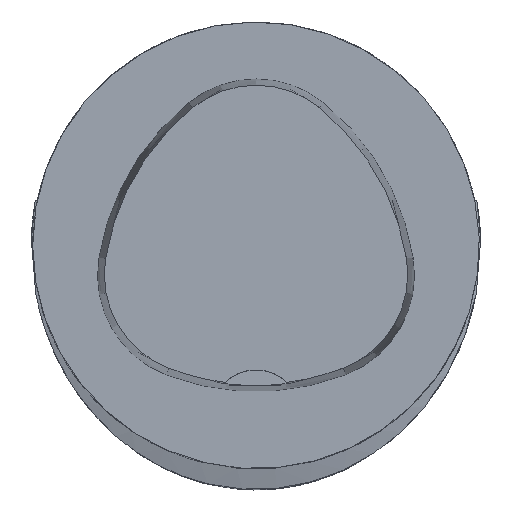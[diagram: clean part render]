
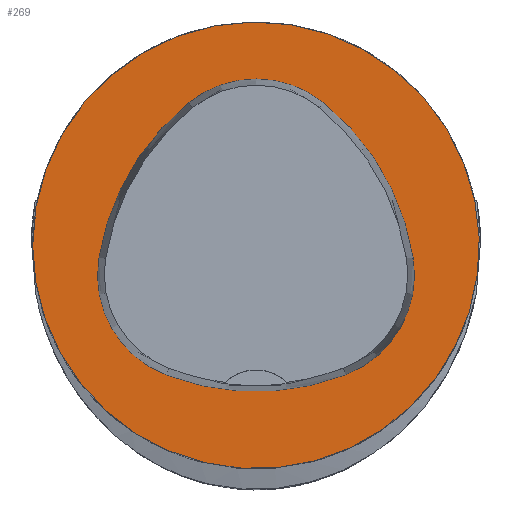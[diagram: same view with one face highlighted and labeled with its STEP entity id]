
A CAD part, top view. The second image highlights one B-rep face of the part: STEP entity #269.
In plain terms, the highlighted planar face has unit normal (0, 0, 1).
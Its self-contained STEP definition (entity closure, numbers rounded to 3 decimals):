
#269=ADVANCED_FACE('',(#659,#660),#339,.T.);
#339=PLANE('',#1807);
#659=FACE_BOUND('',#704,.T.);
#660=FACE_BOUND('',#705,.T.);
#704=EDGE_LOOP('',(#964,#965,#966,#967,#968,#969));
#705=EDGE_LOOP('',(#970));
#964=ORIENTED_EDGE('',*,*,#1501,.T.);
#965=ORIENTED_EDGE('',*,*,#1481,.T.);
#966=ORIENTED_EDGE('',*,*,#1485,.T.);
#967=ORIENTED_EDGE('',*,*,#1488,.T.);
#968=ORIENTED_EDGE('',*,*,#1491,.T.);
#969=ORIENTED_EDGE('',*,*,#1499,.T.);
#970=ORIENTED_EDGE('',*,*,#1471,.F.);
#1296=VERTEX_POINT('',#2695);
#1305=VERTEX_POINT('',#2715);
#1306=VERTEX_POINT('',#2716);
#1309=VERTEX_POINT('',#2724);
#1311=VERTEX_POINT('',#2730);
#1313=VERTEX_POINT('',#2736);
#1320=VERTEX_POINT('',#2757);
#1471=EDGE_CURVE('',#1296,#1296,#1609,.T.);
#1481=EDGE_CURVE('',#1305,#1306,#1610,.T.);
#1485=EDGE_CURVE('',#1306,#1309,#1612,.T.);
#1488=EDGE_CURVE('',#1309,#1311,#1614,.T.);
#1491=EDGE_CURVE('',#1311,#1313,#1616,.T.);
#1499=EDGE_CURVE('',#1313,#1320,#1620,.T.);
#1501=EDGE_CURVE('',#1320,#1305,#1622,.T.);
#1609=CIRCLE('',#1778,25.);
#1610=CIRCLE('',#1785,28.);
#1612=CIRCLE('',#1788,12.);
#1614=CIRCLE('',#1791,28.);
#1616=CIRCLE('',#1794,12.);
#1620=CIRCLE('',#1799,28.);
#1622=CIRCLE('',#1802,12.);
#1778=AXIS2_PLACEMENT_3D('',#2694,#2065,#2066);
#1785=AXIS2_PLACEMENT_3D('',#2714,#2083,#2084);
#1788=AXIS2_PLACEMENT_3D('',#2723,#2091,#2092);
#1791=AXIS2_PLACEMENT_3D('',#2729,#2098,#2099);
#1794=AXIS2_PLACEMENT_3D('',#2735,#2105,#2106);
#1799=AXIS2_PLACEMENT_3D('',#2758,#2117,#2118);
#1802=AXIS2_PLACEMENT_3D('',#2761,#2123,#2124);
#1807=AXIS2_PLACEMENT_3D('',#2766,#2133,#2134);
#2065=DIRECTION('',(0.,0.,-1.));
#2066=DIRECTION('',(-1.,0.,0.));
#2083=DIRECTION('',(0.,0.,-1.));
#2084=DIRECTION('',(-1.,0.,0.));
#2091=DIRECTION('',(0.,0.,-1.));
#2092=DIRECTION('',(-1.,0.,0.));
#2098=DIRECTION('',(0.,0.,-1.));
#2099=DIRECTION('',(-1.,0.,0.));
#2105=DIRECTION('',(0.,0.,-1.));
#2106=DIRECTION('',(-1.,0.,0.));
#2117=DIRECTION('',(0.,0.,-1.));
#2118=DIRECTION('',(-1.,0.,0.));
#2123=DIRECTION('',(0.,0.,-1.));
#2124=DIRECTION('',(-1.,0.,0.));
#2133=DIRECTION('',(0.,0.,1.));
#2134=DIRECTION('',(1.,0.,0.));
#2694=CARTESIAN_POINT('',(0.,0.,0.));
#2695=CARTESIAN_POINT('',(-25.,0.,0.));
#2714=CARTESIAN_POINT('',(10.068,-5.824,0.));
#2715=CARTESIAN_POINT('',(-17.584,-1.424,0.));
#2716=CARTESIAN_POINT('',(-7.531,15.953,0.));
#2723=CARTESIAN_POINT('',(0.011,6.62,0.));
#2724=CARTESIAN_POINT('',(7.567,15.942,0.));
#2729=CARTESIAN_POINT('',(-10.063,-5.81,0.));
#2730=CARTESIAN_POINT('',(17.59,-1.418,0.));
#2735=CARTESIAN_POINT('',(5.739,-3.3,0.));
#2736=CARTESIAN_POINT('',(10.05,-14.499,0.));
#2757=CARTESIAN_POINT('',(-10.025,-14.516,0.));
#2758=CARTESIAN_POINT('',(-0.01,11.631,0.));
#2761=CARTESIAN_POINT('',(-5.733,-3.31,0.));
#2766=CARTESIAN_POINT('',(0.,0.,0.));
